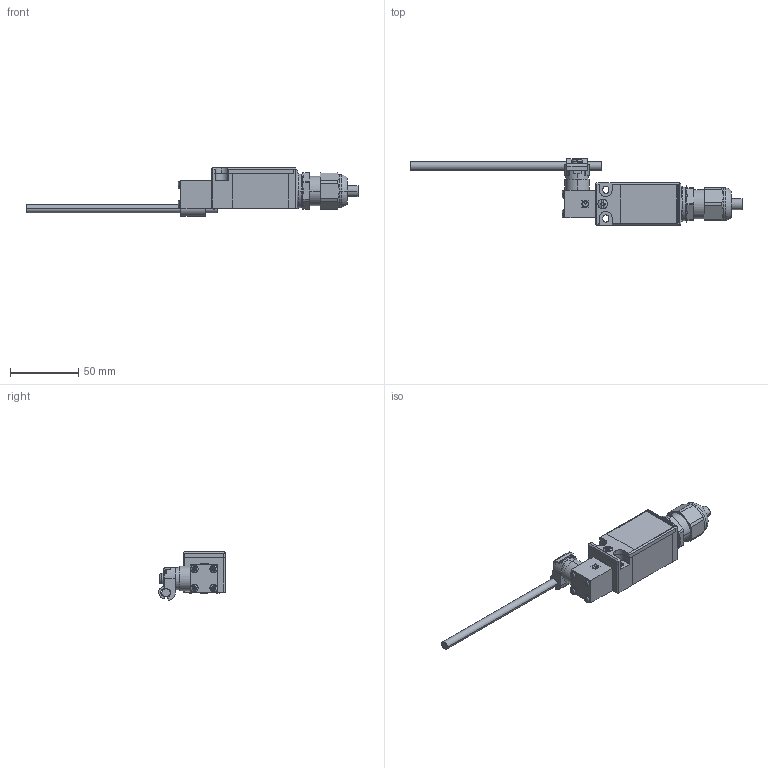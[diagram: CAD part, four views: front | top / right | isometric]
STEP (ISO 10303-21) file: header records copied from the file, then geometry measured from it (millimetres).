
FILE_DESCRIPTION (( 'STEP AP203' ), '1' );
FILE_NAME ('8060-1-_-H-ap203.STEP', '2013-05-31T10:32:51', ( 'Admin' ), ( 'R. STAHL AG' ), 'SwSTEP 2.0', 'SolidWorks 2013', '' );
FILE_SCHEMA (( 'CONFIG_CONTROL_DESIGN' ));
Length unit declared in the file: millimetre
Products named in the file (21): 80_709_01_87_0_Eingebaut in 8060; 81_610_77_01_0_Vereinfacht; 371_663_0; 80_609_01_05_0_3d export; 371_662_0_Schraube; 80_609_01_95_0_montiert in 80_600_06_76_0; 80_609_04_04_0_3d export; 371_633_0; 502_786_0; 81_610_77_01_0_Stutzen_Vereinfacht; 80_609_01_15_0; 506_831_0; 81_610_77_01_0_Dichtung; 371_647_0_Eingebaut mit Rahmen 8060; 80_609_02_10_0; 81_610_77_01_0_Hutmutter_Vereinfacht; 8060-1-_-H-ap203; 80_609_07_26_0; Anschlussgewindedichtung_M20; 506_534_0; Staubschutzkappe_M20
Assembly tree (23 placements, depth 3):
  8060-1-_-H-ap203
    80_609_04_04_0_3d export
    81_610_77_01_0_Vereinfacht
      81_610_77_01_0_Stutzen_Vereinfacht
      81_610_77_01_0_Dichtung
      81_610_77_01_0_Hutmutter_Vereinfacht
      Anschlussgewindedichtung_M20
      Staubschutzkappe_M20
    80_609_01_05_0_3d export
    80_609_01_95_0_montiert in 80_600_06_76_0
    502_786_0
    506_831_0
    80_609_02_10_0
    80_609_07_26_0
    506_534_0
    80_709_01_87_0_Eingebaut in 8060
    371_633_0
      371_663_0
      371_662_0_Schraube  x4
    80_609_01_15_0
    371_647_0_Eingebaut mit Rahmen 8060
Bounding box: 243.3 x 48.83 x 35.4 mm (x, y, z)
Volume: 58692.8 mm3; surface area: 46340 mm2
Topology: 25 solids, 25 shells, 1871 faces, 4822 edges, 3061 vertices
Faces by surface type: plane 1052, cylinder 348, bspline 191, cone 139, torus 122, sphere 19
Entity records: 62921 total; most frequent: CARTESIAN_POINT 21134, ORIENTED_EDGE 8494, DIRECTION 7735, EDGE_CURVE 4247, VERTEX_POINT 2729, VECTOR 2695, LINE 2695, AXIS2_PLACEMENT_3D 2520
